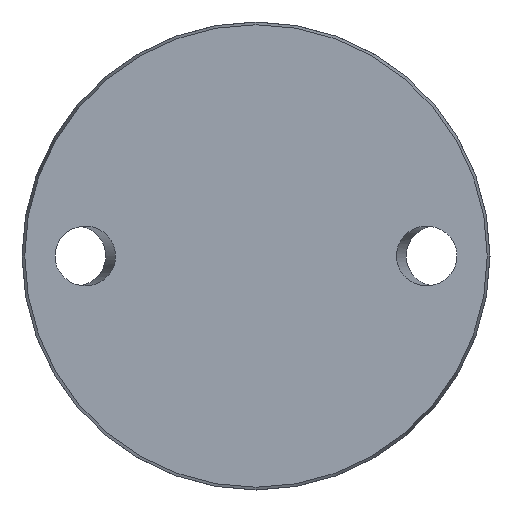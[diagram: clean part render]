
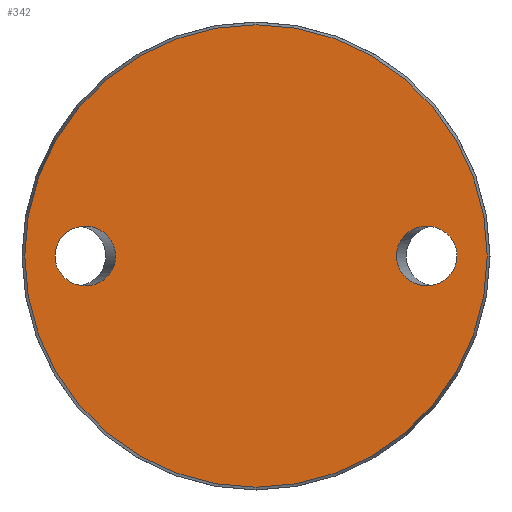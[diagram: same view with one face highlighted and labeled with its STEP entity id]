
A CAD part, front view. The second image highlights one B-rep face of the part: STEP entity #342.
In plain terms, the highlighted planar face has unit normal (0, -1, 0).
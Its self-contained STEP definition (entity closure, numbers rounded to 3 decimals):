
#11 = CARTESIAN_POINT ( 'NONE',  ( -29.413, 0., -12.5 ) ) ;
#35 = VERTEX_POINT ( 'NONE', #476 ) ;
#66 = CARTESIAN_POINT ( 'NONE',  ( -42.087, 0., 0. ) ) ;
#72 = DIRECTION ( 'NONE',  ( 0., 0., 1. ) ) ;
#74 = CARTESIAN_POINT ( 'NONE',  ( 0., 0., 0. ) ) ;
#85 = CARTESIAN_POINT ( 'NONE',  ( -42.087, 0., 0. ) ) ;
#114 = DIRECTION ( 'NONE',  ( 0., -1., 0. ) ) ;
#130 = CARTESIAN_POINT ( 'NONE',  ( -42.087, 0., 0. ) ) ;
#136 = CARTESIAN_POINT ( 'NONE',  ( -48.425, 0., 0. ) ) ;
#141 = CARTESIAN_POINT ( 'NONE',  ( 29.413, 0., 12.5 ) ) ;
#157 =( BOUNDED_CURVE ( )  B_SPLINE_CURVE ( 3, ( #66, #186, #171, #582, #11, #246, #130 ),
 .UNSPECIFIED., .T., .F. ) 
 B_SPLINE_CURVE_WITH_KNOTS ( ( 4, 3, 4 ),
 ( 0., 3.142, 6.283 ),
 .UNSPECIFIED. ) 
 CURVE ( )  GEOMETRIC_REPRESENTATION_ITEM ( )  RATIONAL_B_SPLINE_CURVE ( ( 1., 0.333, 0.333, 1., 0.333, 0.333, 1. ) ) 
 REPRESENTATION_ITEM ( '' )  );
#171 = CARTESIAN_POINT ( 'NONE',  ( -29.413, 0., 12.5 ) ) ;
#186 = CARTESIAN_POINT ( 'NONE',  ( -42.087, 0., 12.5 ) ) ;
#193 = AXIS2_PLACEMENT_3D ( 'NONE', #74, #114, #569 ) ;
#246 = CARTESIAN_POINT ( 'NONE',  ( -42.087, 0., -12.5 ) ) ;
#252 = FACE_BOUND ( 'NONE', #587, .T. ) ;
#262 = CARTESIAN_POINT ( 'NONE',  ( 42.087, 0., 12.5 ) ) ;
#266 = ORIENTED_EDGE ( 'NONE', *, *, #591, .T. ) ;
#274 = ORIENTED_EDGE ( 'NONE', *, *, #522, .T. ) ;
#299 = FACE_BOUND ( 'NONE', #551, .T. ) ;
#309 = CARTESIAN_POINT ( 'NONE',  ( 42.087, 0., -12.5 ) ) ;
#326 = CARTESIAN_POINT ( 'NONE',  ( 42.087, 0., 0. ) ) ;
#342 = ADVANCED_FACE ( 'NONE', ( #252, #299, #478 ), #654, .F. ) ;
#354 = DIRECTION ( 'NONE',  ( 0., 1., 0. ) ) ;
#364 = CARTESIAN_POINT ( 'NONE',  ( 42.087, 0., 0. ) ) ;
#366 = VERTEX_POINT ( 'NONE', #364 ) ;
#378 = ORIENTED_EDGE ( 'NONE', *, *, #612, .T. ) ;
#412 = CARTESIAN_POINT ( 'NONE',  ( 29.413, 0., -12.5 ) ) ;
#469 =( BOUNDED_CURVE ( )  B_SPLINE_CURVE ( 3, ( #589, #309, #412, #724, #141, #262, #326 ),
 .UNSPECIFIED., .T., .F. ) 
 B_SPLINE_CURVE_WITH_KNOTS ( ( 4, 3, 4 ),
 ( 0., 3.142, 6.283 ),
 .UNSPECIFIED. ) 
 CURVE ( )  GEOMETRIC_REPRESENTATION_ITEM ( )  RATIONAL_B_SPLINE_CURVE ( ( 1., 0.333, 0.333, 1., 0.333, 0.333, 1. ) ) 
 REPRESENTATION_ITEM ( '' )  );
#476 = CARTESIAN_POINT ( 'NONE',  ( 0., 0., -48.425 ) ) ;
#478 = FACE_OUTER_BOUND ( 'NONE', #511, .T. ) ;
#511 = EDGE_LOOP ( 'NONE', ( #378 ) ) ;
#522 = EDGE_CURVE ( 'NONE', #366, #366, #469, .T. ) ;
#551 = EDGE_LOOP ( 'NONE', ( #274 ) ) ;
#565 = CIRCLE ( 'NONE', #193, 48.425 ) ;
#569 = DIRECTION ( 'NONE',  ( 0., 0., -1. ) ) ;
#582 = CARTESIAN_POINT ( 'NONE',  ( -29.413, 0., 0. ) ) ;
#587 = EDGE_LOOP ( 'NONE', ( #266 ) ) ;
#589 = CARTESIAN_POINT ( 'NONE',  ( 42.087, 0., 0. ) ) ;
#591 = EDGE_CURVE ( 'NONE', #594, #594, #157, .T. ) ;
#594 = VERTEX_POINT ( 'NONE', #85 ) ;
#612 = EDGE_CURVE ( 'NONE', #35, #35, #565, .T. ) ;
#627 = AXIS2_PLACEMENT_3D ( 'NONE', #136, #354, #72 ) ;
#654 = PLANE ( 'NONE',  #627 ) ;
#724 = CARTESIAN_POINT ( 'NONE',  ( 29.413, 0., 0. ) ) ;
